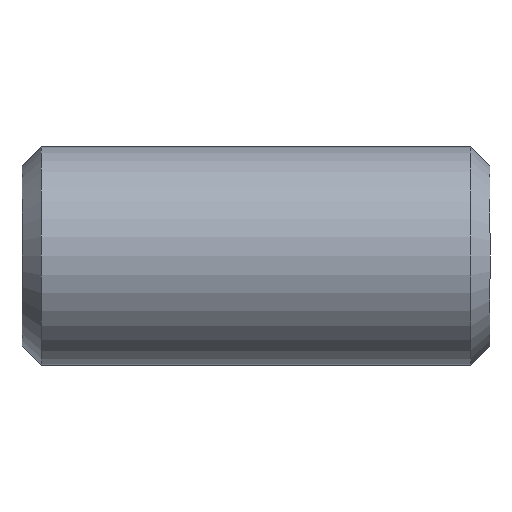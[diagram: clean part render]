
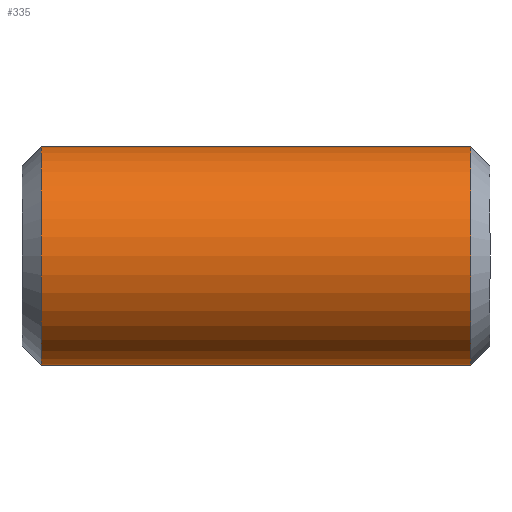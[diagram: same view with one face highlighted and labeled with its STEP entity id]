
A CAD part, left-side view. The second image highlights one B-rep face of the part: STEP entity #335.
In plain terms, the highlighted cylindrical face has radius 7 mm (diameter 14 mm), a partial arc.
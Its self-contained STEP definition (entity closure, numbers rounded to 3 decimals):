
#7 = CARTESIAN_POINT ( 'NONE',  ( 0., 0., 7. ) ) ;
#8 = VECTOR ( 'NONE', #190, 1000. ) ;
#14 = AXIS2_PLACEMENT_3D ( 'NONE', #357, #76, #200 ) ;
#23 = CYLINDRICAL_SURFACE ( 'NONE', #188, 7. ) ;
#31 = CARTESIAN_POINT ( 'NONE',  ( 0., -1.227, 7. ) ) ;
#45 = VERTEX_POINT ( 'NONE', #31 ) ;
#49 = CARTESIAN_POINT ( 'NONE',  ( 0., -1.227, -7. ) ) ;
#76 = DIRECTION ( 'NONE',  ( 0., -1., 0. ) ) ;
#80 = CARTESIAN_POINT ( 'NONE',  ( 0., -1.227, 0. ) ) ;
#84 = DIRECTION ( 'NONE',  ( 0., 0., 1. ) ) ;
#105 = LINE ( 'NONE', #7, #8 ) ;
#110 = CARTESIAN_POINT ( 'NONE',  ( 0., -28.773, 7. ) ) ;
#113 = CARTESIAN_POINT ( 'NONE',  ( 0., -28.773, -7. ) ) ;
#121 = ORIENTED_EDGE ( 'NONE', *, *, #334, .F. ) ;
#167 = EDGE_CURVE ( 'NONE', #45, #215, #105, .T. ) ;
#171 = DIRECTION ( 'NONE',  ( 0., 0., 1. ) ) ;
#175 = FACE_OUTER_BOUND ( 'NONE', #299, .T. ) ;
#188 = AXIS2_PLACEMENT_3D ( 'NONE', #365, #265, #84 ) ;
#190 = DIRECTION ( 'NONE',  ( 0., -1., 0. ) ) ;
#200 = DIRECTION ( 'NONE',  ( 0., 0., 1. ) ) ;
#202 = VECTOR ( 'NONE', #361, 1000. ) ;
#215 = VERTEX_POINT ( 'NONE', #110 ) ;
#229 = ORIENTED_EDGE ( 'NONE', *, *, #306, .T. ) ;
#239 = EDGE_CURVE ( 'NONE', #277, #254, #387, .T. ) ;
#240 = CIRCLE ( 'NONE', #14, 7. ) ;
#242 = ORIENTED_EDGE ( 'NONE', *, *, #167, .F. ) ;
#254 = VERTEX_POINT ( 'NONE', #113 ) ;
#265 = DIRECTION ( 'NONE',  ( 0., -1., 0. ) ) ;
#277 = VERTEX_POINT ( 'NONE', #49 ) ;
#297 = CIRCLE ( 'NONE', #344, 7. ) ;
#299 = EDGE_LOOP ( 'NONE', ( #229, #352, #121, #242 ) ) ;
#306 = EDGE_CURVE ( 'NONE', #45, #277, #297, .T. ) ;
#324 = CARTESIAN_POINT ( 'NONE',  ( 0., 0., -7. ) ) ;
#329 = DIRECTION ( 'NONE',  ( 0., -1., 0. ) ) ;
#334 = EDGE_CURVE ( 'NONE', #215, #254, #240, .T. ) ;
#335 = ADVANCED_FACE ( 'CYL_1', ( #175 ), #23, .T. ) ;
#344 = AXIS2_PLACEMENT_3D ( 'NONE', #80, #329, #171 ) ;
#352 = ORIENTED_EDGE ( 'NONE', *, *, #239, .T. ) ;
#357 = CARTESIAN_POINT ( 'NONE',  ( 0., -28.773, 0. ) ) ;
#361 = DIRECTION ( 'NONE',  ( 0., -1., 0. ) ) ;
#365 = CARTESIAN_POINT ( 'NONE',  ( 0., 0., 0. ) ) ;
#387 = LINE ( 'NONE', #324, #202 ) ;
